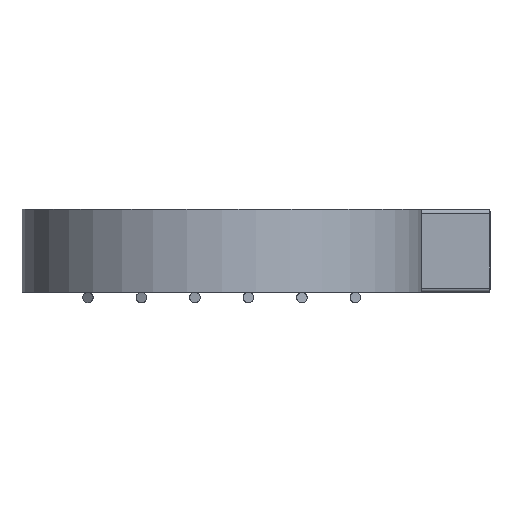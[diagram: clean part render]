
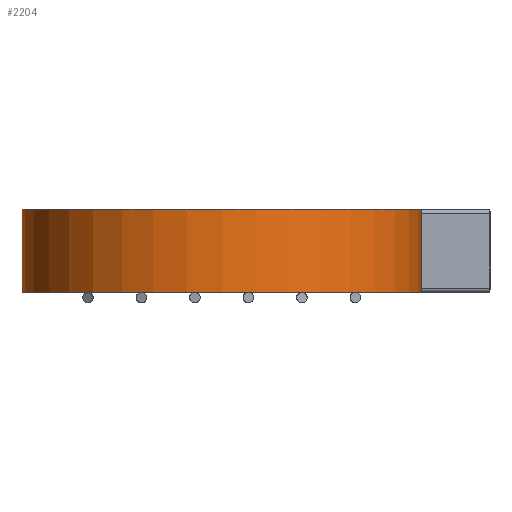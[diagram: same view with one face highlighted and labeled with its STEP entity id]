
A CAD part, left-side view. The second image highlights one B-rep face of the part: STEP entity #2204.
In plain terms, the highlighted cylindrical face has radius 48 mm (diameter 96 mm), a partial arc.
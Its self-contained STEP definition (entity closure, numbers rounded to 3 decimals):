
#23 = DIRECTION ( 'NONE',  ( 0., 0., 1. ) ) ;
#282 = CARTESIAN_POINT ( 'NONE',  ( 52., 0., 48. ) ) ;
#331 = CARTESIAN_POINT ( 'NONE',  ( 52., 0., 48. ) ) ;
#406 = CARTESIAN_POINT ( 'NONE',  ( 52., 0., 0. ) ) ;
#606 = ORIENTED_EDGE ( 'NONE', *, *, #960, .T. ) ;
#656 = ORIENTED_EDGE ( 'NONE', *, *, #3904, .T. ) ;
#702 = DIRECTION ( 'NONE',  ( 0., 0., 1. ) ) ;
#865 = VERTEX_POINT ( 'NONE', #1019 ) ;
#960 = EDGE_CURVE ( 'NONE', #2310, #865, #4071, .T. ) ;
#1019 = CARTESIAN_POINT ( 'NONE',  ( 52., 0., 96. ) ) ;
#1054 = VERTEX_POINT ( 'NONE', #2668 ) ;
#1108 = CYLINDRICAL_SURFACE ( 'NONE', #3317, 48. ) ;
#1216 = EDGE_CURVE ( 'NONE', #865, #4373, #4065, .T. ) ;
#1366 = CARTESIAN_POINT ( 'NONE',  ( 52., 0., 0. ) ) ;
#1409 = FACE_OUTER_BOUND ( 'NONE', #2972, .T. ) ;
#1428 = DIRECTION ( 'NONE',  ( 0., 1., 0. ) ) ;
#1710 = CARTESIAN_POINT ( 'NONE',  ( 52., -20., 96. ) ) ;
#1985 = CIRCLE ( 'NONE', #2618, 48. ) ;
#2053 = VECTOR ( 'NONE', #2735, 1000. ) ;
#2116 = DIRECTION ( 'NONE',  ( 0., -1., 0. ) ) ;
#2166 = AXIS2_PLACEMENT_3D ( 'NONE', #282, #2116, #3462 ) ;
#2204 = ADVANCED_FACE ( 'NONE', ( #1409 ), #1108, .T. ) ;
#2310 = VERTEX_POINT ( 'NONE', #406 ) ;
#2368 = DIRECTION ( 'NONE',  ( 0., -1., 0. ) ) ;
#2389 = LINE ( 'NONE', #1366, #2053 ) ;
#2446 = VECTOR ( 'NONE', #2368, 1000. ) ;
#2470 = DIRECTION ( 'NONE',  ( 0., 1., 0. ) ) ;
#2618 = AXIS2_PLACEMENT_3D ( 'NONE', #4161, #2470, #23 ) ;
#2668 = CARTESIAN_POINT ( 'NONE',  ( 52., -20., 0. ) ) ;
#2735 = DIRECTION ( 'NONE',  ( 0., 1., 0. ) ) ;
#2972 = EDGE_LOOP ( 'NONE', ( #3552, #606, #3793, #656 ) ) ;
#3077 = CARTESIAN_POINT ( 'NONE',  ( 52., 0., 96. ) ) ;
#3317 = AXIS2_PLACEMENT_3D ( 'NONE', #331, #1428, #702 ) ;
#3453 = EDGE_CURVE ( 'NONE', #1054, #2310, #2389, .T. ) ;
#3462 = DIRECTION ( 'NONE',  ( 0., 0., 1. ) ) ;
#3552 = ORIENTED_EDGE ( 'NONE', *, *, #3453, .T. ) ;
#3793 = ORIENTED_EDGE ( 'NONE', *, *, #1216, .T. ) ;
#3904 = EDGE_CURVE ( 'NONE', #4373, #1054, #1985, .T. ) ;
#4065 = LINE ( 'NONE', #3077, #2446 ) ;
#4071 = CIRCLE ( 'NONE', #2166, 48. ) ;
#4161 = CARTESIAN_POINT ( 'NONE',  ( 52., -20., 48. ) ) ;
#4373 = VERTEX_POINT ( 'NONE', #1710 ) ;
